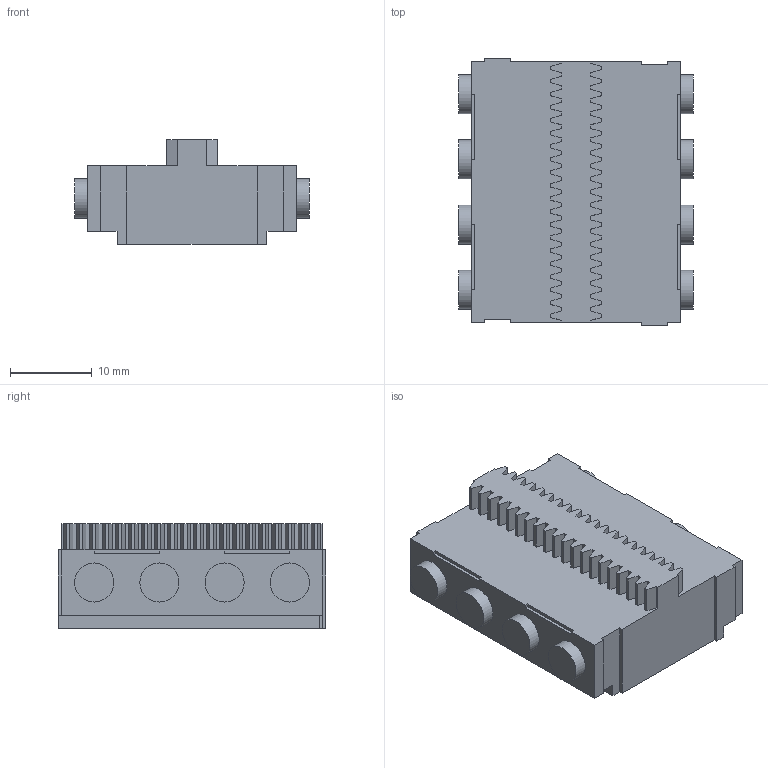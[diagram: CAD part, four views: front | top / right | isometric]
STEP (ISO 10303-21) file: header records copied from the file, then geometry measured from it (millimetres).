
FILE_DESCRIPTION(('Open CASCADE Model'),'2;1');
FILE_NAME('Open CASCADE Shape Model','2024-11-10T14:36:31',('Author'),( 'Open CASCADE'),'Open CASCADE STEP processor 7.7','Open CASCADE 7.7' ,'Unknown');
FILE_SCHEMA(('AUTOMOTIVE_DESIGN { 1 0 10303 214 1 1 1 1 }'));
Length unit declared in the file: millimetre
Products named in the file (1): Open CASCADE STEP translator 7.7 7
Bounding box: 28.8 x 32.8 x 12.8 mm (x, y, z)
Volume: 6439.8 mm3; surface area: 4314.7 mm2
Topology: 1 solids, 1 shells, 253 faces, 720 edges, 480 vertices
Faces by surface type: plane 245, cylinder 8
Full cylindrical faces by diameter (mm): 4.8 x8
Entity records: 17452 total; most frequent: CARTESIAN_POINT 2918, DIRECTION 2680, LINE 2128, VECTOR 2128, ORIENTED_EDGE 1440, PCURVE 1440, DEFINITIONAL_REPRESENTATION 1440, EDGE_CURVE 720
